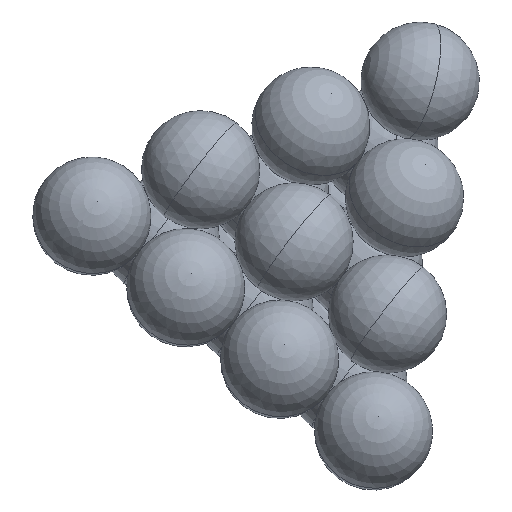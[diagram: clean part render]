
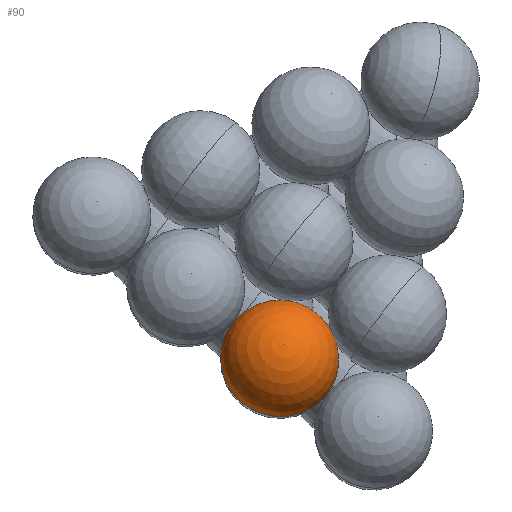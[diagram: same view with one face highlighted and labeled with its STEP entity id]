
A CAD part, left-side view. The second image highlights one B-rep face of the part: STEP entity #90.
In plain terms, the highlighted spherical face has radius 60 mm.
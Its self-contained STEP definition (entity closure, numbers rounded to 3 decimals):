
#8 = DIRECTION ( 'NONE',  ( 0., 0., -1. ) ) ;
#68 = CARTESIAN_POINT ( 'NONE',  ( 240., 0., 0. ) ) ;
#74 = EDGE_LOOP ( 'NONE', ( #248, #215 ) ) ;
#79 = CARTESIAN_POINT ( 'NONE',  ( 180., 0., 0. ) ) ;
#90 = ADVANCED_FACE ( 'NONE', ( #358 ), #91, .T. ) ;
#91 = SPHERICAL_SURFACE ( 'NONE', #269, 60. ) ;
#104 = AXIS2_PLACEMENT_3D ( 'NONE', #68, #398, #314 ) ;
#109 = CARTESIAN_POINT ( 'NONE',  ( 240., 0., 0. ) ) ;
#128 = CIRCLE ( 'NONE', #104, 60. ) ;
#141 = VERTEX_POINT ( 'NONE', #356 ) ;
#153 = DIRECTION ( 'NONE',  ( 0., 1., 0. ) ) ;
#215 = ORIENTED_EDGE ( 'NONE', *, *, #230, .T. ) ;
#230 = EDGE_CURVE ( 'NONE', #141, #439, #444, .T. ) ;
#248 = ORIENTED_EDGE ( 'NONE', *, *, #373, .F. ) ;
#269 = AXIS2_PLACEMENT_3D ( 'NONE', #394, #8, #277 ) ;
#277 = DIRECTION ( 'NONE',  ( 0., 1., 0. ) ) ;
#291 = AXIS2_PLACEMENT_3D ( 'NONE', #109, #487, #153 ) ;
#314 = DIRECTION ( 'NONE',  ( 1., 0., 0. ) ) ;
#356 = CARTESIAN_POINT ( 'NONE',  ( 300., 0., 0. ) ) ;
#358 = FACE_OUTER_BOUND ( 'NONE', #74, .T. ) ;
#373 = EDGE_CURVE ( 'NONE', #141, #439, #128, .T. ) ;
#394 = CARTESIAN_POINT ( 'NONE',  ( 240., 0., 0. ) ) ;
#398 = DIRECTION ( 'NONE',  ( 0., 0., 1. ) ) ;
#439 = VERTEX_POINT ( 'NONE', #79 ) ;
#444 = CIRCLE ( 'NONE', #291, 60. ) ;
#487 = DIRECTION ( 'NONE',  ( 0., 0., -1. ) ) ;
